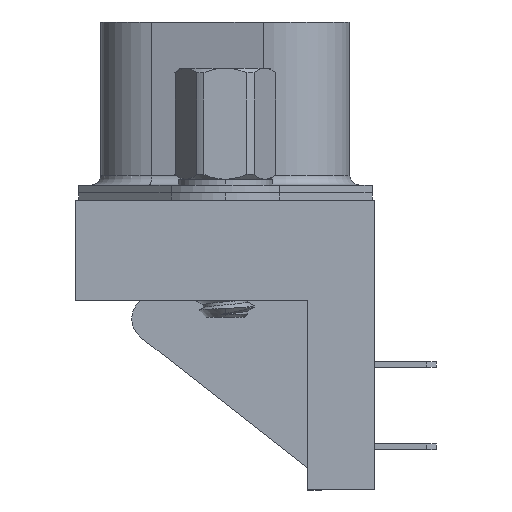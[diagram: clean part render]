
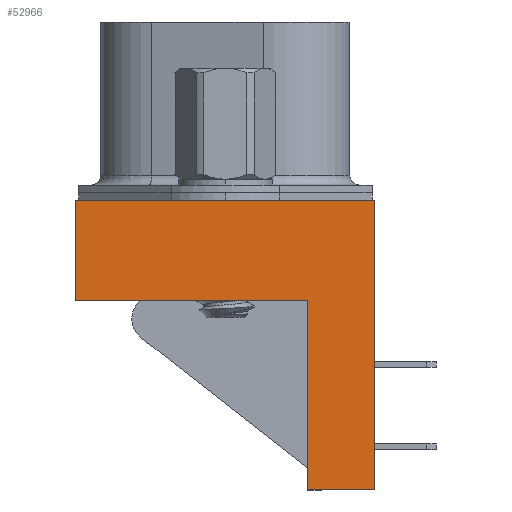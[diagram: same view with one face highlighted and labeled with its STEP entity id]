
A CAD part, left-side view. The second image highlights one B-rep face of the part: STEP entity #52966.
In plain terms, the highlighted planar face has unit normal (-1, 0, 0).
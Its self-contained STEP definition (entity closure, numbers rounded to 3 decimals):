
#1006 = EDGE_CURVE ( 'NONE', #47395, #32039, #82909, .T. ) ;
#3768 = AXIS2_PLACEMENT_3D ( 'NONE', #12096, #169916, #70909 ) ;
#12078 = CARTESIAN_POINT ( 'NONE',  ( -4.125, -4.3, -15.1 ) ) ;
#12096 = CARTESIAN_POINT ( 'NONE',  ( -4.125, 7.8, -15.1 ) ) ;
#18482 = ORIENTED_EDGE ( 'NONE', *, *, #1006, .F. ) ;
#19339 = ORIENTED_EDGE ( 'NONE', *, *, #131693, .T. ) ;
#21155 = EDGE_CURVE ( 'NONE', #167767, #170530, #23526, .T. ) ;
#22401 = LINE ( 'NONE', #64422, #58680 ) ;
#23526 = LINE ( 'NONE', #94512, #56022 ) ;
#29715 = CARTESIAN_POINT ( 'NONE',  ( -4.125, 7.8, -5.2 ) ) ;
#32039 = VERTEX_POINT ( 'NONE', #93751 ) ;
#35098 = VECTOR ( 'NONE', #152955, 1000. ) ;
#35862 = CARTESIAN_POINT ( 'NONE',  ( -4.125, -7.8, -15.1 ) ) ;
#45333 = EDGE_CURVE ( 'NONE', #170530, #149643, #152573, .T. ) ;
#47395 = VERTEX_POINT ( 'NONE', #12078 ) ;
#48428 = VECTOR ( 'NONE', #177960, 1000. ) ;
#50815 = DIRECTION ( 'NONE',  ( 0., 0., 1. ) ) ;
#52966 = ADVANCED_FACE ( 'NONE', ( #83060 ), #140004, .T. ) ;
#56022 = VECTOR ( 'NONE', #139298, 1000. ) ;
#57590 = VERTEX_POINT ( 'NONE', #153650 ) ;
#58680 = VECTOR ( 'NONE', #150330, 1000. ) ;
#64422 = CARTESIAN_POINT ( 'NONE',  ( -4.125, 7.8, -5.2 ) ) ;
#65931 = EDGE_LOOP ( 'NONE', ( #153781, #18482, #19339, #157293, #115209, #101148 ) ) ;
#68159 = EDGE_CURVE ( 'NONE', #32039, #167767, #22401, .T. ) ;
#70090 = VECTOR ( 'NONE', #83444, 1000. ) ;
#70157 = CARTESIAN_POINT ( 'NONE',  ( -4.125, -7.8, 0. ) ) ;
#70909 = DIRECTION ( 'NONE',  ( 0., -1., 0. ) ) ;
#77131 = LINE ( 'NONE', #161215, #48428 ) ;
#82909 = LINE ( 'NONE', #181004, #35098 ) ;
#83060 = FACE_OUTER_BOUND ( 'NONE', #65931, .T. ) ;
#83444 = DIRECTION ( 'NONE',  ( 0., -1., 0. ) ) ;
#93751 = CARTESIAN_POINT ( 'NONE',  ( -4.125, -4.3, -5.2 ) ) ;
#94512 = CARTESIAN_POINT ( 'NONE',  ( -4.125, 7.8, -15.1 ) ) ;
#101148 = ORIENTED_EDGE ( 'NONE', *, *, #21155, .F. ) ;
#111204 = CARTESIAN_POINT ( 'NONE',  ( -4.125, 7.8, 0. ) ) ;
#115209 = ORIENTED_EDGE ( 'NONE', *, *, #45333, .F. ) ;
#131693 = EDGE_CURVE ( 'NONE', #47395, #57590, #77131, .T. ) ;
#139298 = DIRECTION ( 'NONE',  ( 0., 0., 1. ) ) ;
#140004 = PLANE ( 'NONE',  #3768 ) ;
#149643 = VERTEX_POINT ( 'NONE', #70157 ) ;
#150330 = DIRECTION ( 'NONE',  ( 0., 1., 0. ) ) ;
#152573 = LINE ( 'NONE', #184295, #70090 ) ;
#152955 = DIRECTION ( 'NONE',  ( 0., 0., 1. ) ) ;
#153650 = CARTESIAN_POINT ( 'NONE',  ( -4.125, -7.8, -15.1 ) ) ;
#153781 = ORIENTED_EDGE ( 'NONE', *, *, #68159, .F. ) ;
#157293 = ORIENTED_EDGE ( 'NONE', *, *, #167196, .T. ) ;
#158815 = VECTOR ( 'NONE', #50815, 1000. ) ;
#161215 = CARTESIAN_POINT ( 'NONE',  ( -4.125, 7.8, -15.1 ) ) ;
#163820 = LINE ( 'NONE', #35862, #158815 ) ;
#167196 = EDGE_CURVE ( 'NONE', #57590, #149643, #163820, .T. ) ;
#167767 = VERTEX_POINT ( 'NONE', #29715 ) ;
#169916 = DIRECTION ( 'NONE',  ( -1., 0., 0. ) ) ;
#170530 = VERTEX_POINT ( 'NONE', #111204 ) ;
#177960 = DIRECTION ( 'NONE',  ( 0., -1., 0. ) ) ;
#181004 = CARTESIAN_POINT ( 'NONE',  ( -4.125, -4.3, -15.1 ) ) ;
#184295 = CARTESIAN_POINT ( 'NONE',  ( -4.125, 7.8, 0. ) ) ;
